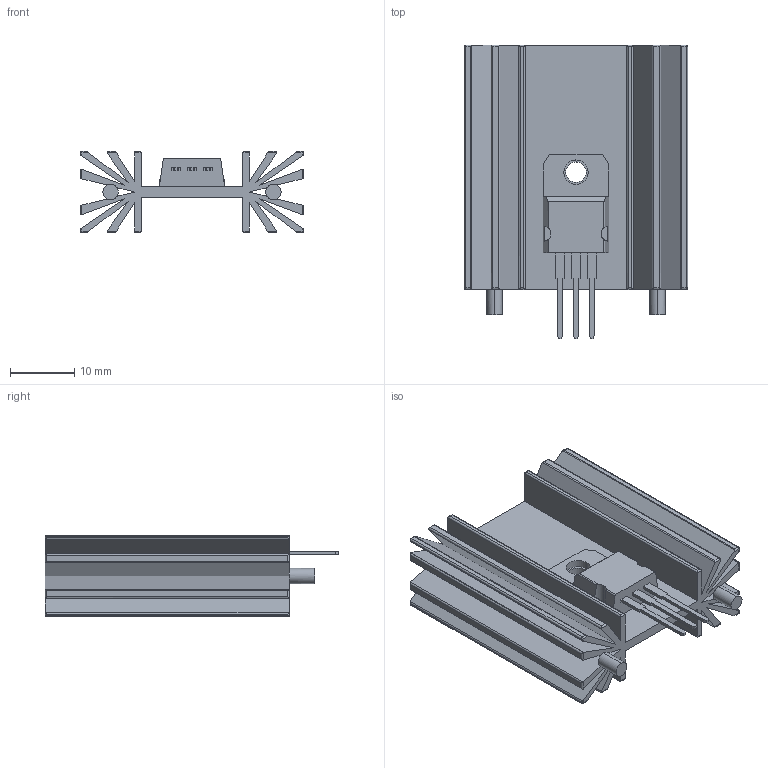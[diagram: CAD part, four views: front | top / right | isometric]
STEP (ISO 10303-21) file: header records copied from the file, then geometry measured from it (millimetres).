
FILE_DESCRIPTION (( 'STEP AP214' ), '1' );
FILE_NAME ('Heat Sink on Regulator.STEP', '2020-01-31T08:00:06', ( '' ), ( '' ), 'SwSTEP 2.0', 'SolidWorks 2018', '' );
FILE_SCHEMA (( 'AUTOMOTIVE_DESIGN' ));
Length unit declared in the file: inch
Products named in the file (3): Aavid 513102B02500G; Heat Sink on Regulator; TO 220_BTA16
Assembly tree (2 placements, depth 2):
  Heat Sink on Regulator
    Aavid 513102B02500G
    TO 220_BTA16
Bounding box: 34.83 x 45.81 x 12.7 mm (x, y, z)
Volume: 5848.1 mm3; surface area: 11317.5 mm2
Topology: 3 solids, 3 shells, 235 faces, 646 edges, 408 vertices
Faces by surface type: plane 134, cylinder 93, sphere 8
Entity records: 8498 total; most frequent: CARTESIAN_POINT 1620, ORIENTED_EDGE 1276, DIRECTION 1084, EDGE_CURVE 638, LINE 460, VECTOR 460, VERTEX_POINT 408, AXIS2_PLACEMENT_3D 312
